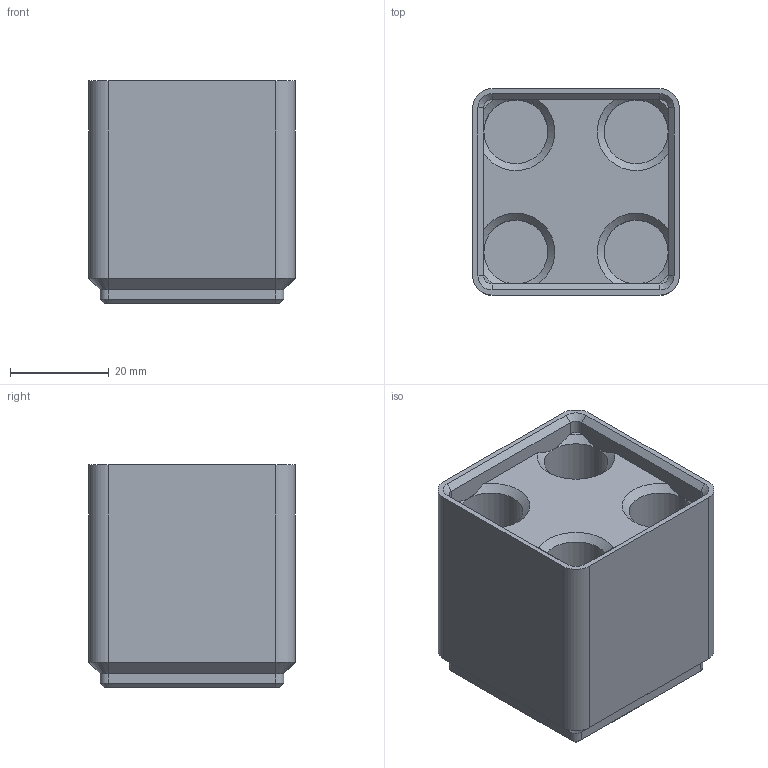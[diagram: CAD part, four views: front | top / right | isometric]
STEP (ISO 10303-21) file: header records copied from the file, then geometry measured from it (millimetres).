
FILE_DESCRIPTION(/* description */ (''),/* implementation_level */ '2;1');
FILE_NAME(/* name */ 'Magnet Dispenser Bin V2.step',/* time_stamp */ '2023-03-14T13:53:52-06:00',/* author */ (''),/* organization */ (''),/* preprocessor_version */ 'ST-DEVELOPER v19.2',/* originating_system */ 'Autodesk Translation Framework v11.17.0.187',/* authorisation */ '');
FILE_SCHEMA (('AUTOMOTIVE_DESIGN { 1 0 10303 214 3 1 1 }'));
Length unit declared in the file: inch
Products named in the file (2): Magnet Dispenser Bin V2; Gridfinity bin 1x1x1
Assembly tree (1 placements, depth 2):
  Magnet Dispenser Bin V2
    Gridfinity bin 1x1x1
Bounding box: 41.8 x 41.8 x 45 mm (x, y, z)
Volume: 53512.4 mm3; surface area: 16204.1 mm2
Topology: 1 solids, 1 shells, 79 faces, 174 edges, 102 vertices
Faces by surface type: plane 39, cone 20, cylinder 20
Full cylindrical faces by diameter (mm): 6.5 x4, 12.954 x4
Entity records: 2173 total; most frequent: CARTESIAN_POINT 390, DIRECTION 384, ORIENTED_EDGE 348, EDGE_CURVE 174, AXIS2_PLACEMENT_3D 144, VERTEX_POINT 102, LINE 96, VECTOR 96
